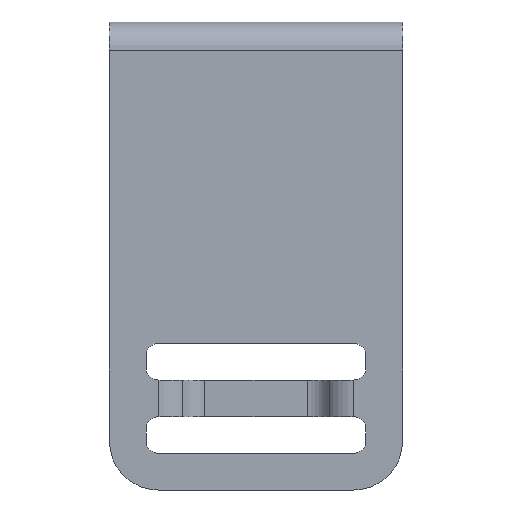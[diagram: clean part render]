
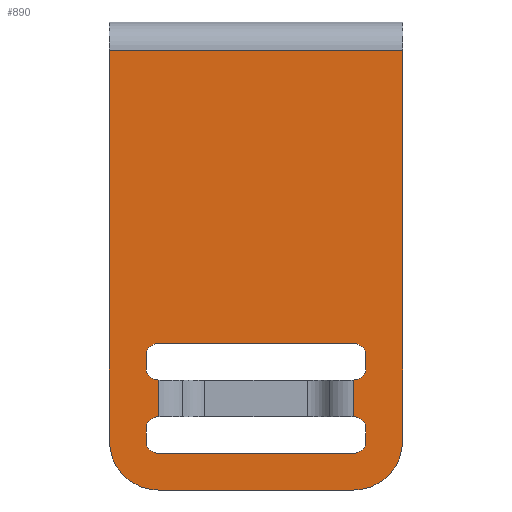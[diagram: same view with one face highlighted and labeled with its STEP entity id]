
A CAD part, front view. The second image highlights one B-rep face of the part: STEP entity #890.
In plain terms, the highlighted planar face has unit normal (0, -1, 0).
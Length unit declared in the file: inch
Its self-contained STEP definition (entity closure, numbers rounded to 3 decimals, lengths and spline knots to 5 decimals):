
#40=FACE_BOUND('',#92,.T.);
#42=FACE_OUTER_BOUND('',#91,.T.);
#91=EDGE_LOOP('',(#617,#618,#619,#620,#621,#622));
#92=EDGE_LOOP('',(#623,#624,#625,#626,#627,#628,#629,#630,#631,#632,#633,
#634,#635,#636,#637,#638,#639,#640,#641,#642));
#149=CIRCLE('',#951,0.25);
#150=CIRCLE('',#952,0.25);
#151=CIRCLE('',#953,0.0625);
#152=CIRCLE('',#954,0.0625);
#153=CIRCLE('',#955,0.0625);
#154=CIRCLE('',#956,0.0625);
#155=CIRCLE('',#957,0.0625);
#156=CIRCLE('',#958,0.0625);
#157=CIRCLE('',#959,0.0625);
#158=CIRCLE('',#960,0.0625);
#199=LINE('',#1366,#291);
#200=LINE('',#1370,#292);
#201=LINE('',#1372,#293);
#202=LINE('',#1374,#294);
#203=LINE('',#1378,#295);
#204=LINE('',#1380,#296);
#205=LINE('',#1382,#297);
#206=LINE('',#1386,#298);
#207=LINE('',#1390,#299);
#208=LINE('',#1394,#300);
#209=LINE('',#1398,#301);
#210=LINE('',#1400,#302);
#211=LINE('',#1402,#303);
#212=LINE('',#1406,#304);
#213=LINE('',#1410,#305);
#214=LINE('',#1414,#306);
#291=VECTOR('',#1073,1.);
#292=VECTOR('',#1076,2.);
#293=VECTOR('',#1077,1.5);
#294=VECTOR('',#1078,2.);
#295=VECTOR('',#1081,0.00346);
#296=VECTOR('',#1082,0.1875);
#297=VECTOR('',#1083,0.00346);
#298=VECTOR('',#1086,0.0625);
#299=VECTOR('',#1089,1.);
#300=VECTOR('',#1092,0.0625);
#301=VECTOR('',#1095,0.00321);
#302=VECTOR('',#1096,0.1875);
#303=VECTOR('',#1097,0.00321);
#304=VECTOR('',#1100,0.0625);
#305=VECTOR('',#1103,1.);
#306=VECTOR('',#1106,0.0625);
#393=VERTEX_POINT('',#1364);
#394=VERTEX_POINT('',#1365);
#395=VERTEX_POINT('',#1367);
#396=VERTEX_POINT('',#1369);
#397=VERTEX_POINT('',#1371);
#398=VERTEX_POINT('',#1373);
#399=VERTEX_POINT('',#1376);
#400=VERTEX_POINT('',#1377);
#401=VERTEX_POINT('',#1379);
#402=VERTEX_POINT('',#1381);
#403=VERTEX_POINT('',#1383);
#404=VERTEX_POINT('',#1385);
#405=VERTEX_POINT('',#1387);
#406=VERTEX_POINT('',#1389);
#407=VERTEX_POINT('',#1391);
#408=VERTEX_POINT('',#1393);
#409=VERTEX_POINT('',#1395);
#410=VERTEX_POINT('',#1397);
#411=VERTEX_POINT('',#1399);
#412=VERTEX_POINT('',#1401);
#413=VERTEX_POINT('',#1403);
#414=VERTEX_POINT('',#1405);
#415=VERTEX_POINT('',#1407);
#416=VERTEX_POINT('',#1409);
#417=VERTEX_POINT('',#1411);
#418=VERTEX_POINT('',#1413);
#481=EDGE_CURVE('',#393,#394,#199,.T.);
#482=EDGE_CURVE('',#394,#395,#149,.T.);
#483=EDGE_CURVE('',#395,#396,#200,.T.);
#484=EDGE_CURVE('',#397,#396,#201,.T.);
#485=EDGE_CURVE('',#398,#397,#202,.T.);
#486=EDGE_CURVE('',#398,#393,#150,.T.);
#487=EDGE_CURVE('',#399,#400,#203,.T.);
#488=EDGE_CURVE('',#401,#400,#204,.T.);
#489=EDGE_CURVE('',#401,#402,#205,.T.);
#490=EDGE_CURVE('',#402,#403,#151,.T.);
#491=EDGE_CURVE('',#403,#404,#206,.T.);
#492=EDGE_CURVE('',#404,#405,#152,.T.);
#493=EDGE_CURVE('',#405,#406,#207,.T.);
#494=EDGE_CURVE('',#406,#407,#153,.T.);
#495=EDGE_CURVE('',#407,#408,#208,.T.);
#496=EDGE_CURVE('',#408,#409,#154,.T.);
#497=EDGE_CURVE('',#409,#410,#209,.T.);
#498=EDGE_CURVE('',#411,#410,#210,.T.);
#499=EDGE_CURVE('',#411,#412,#211,.T.);
#500=EDGE_CURVE('',#412,#413,#155,.T.);
#501=EDGE_CURVE('',#413,#414,#212,.T.);
#502=EDGE_CURVE('',#414,#415,#156,.T.);
#503=EDGE_CURVE('',#415,#416,#213,.T.);
#504=EDGE_CURVE('',#416,#417,#157,.T.);
#505=EDGE_CURVE('',#417,#418,#214,.T.);
#506=EDGE_CURVE('',#418,#399,#158,.T.);
#617=ORIENTED_EDGE('',*,*,#481,.T.);
#618=ORIENTED_EDGE('',*,*,#482,.T.);
#619=ORIENTED_EDGE('',*,*,#483,.T.);
#620=ORIENTED_EDGE('',*,*,#484,.F.);
#621=ORIENTED_EDGE('',*,*,#485,.F.);
#622=ORIENTED_EDGE('',*,*,#486,.T.);
#623=ORIENTED_EDGE('',*,*,#487,.T.);
#624=ORIENTED_EDGE('',*,*,#488,.F.);
#625=ORIENTED_EDGE('',*,*,#489,.T.);
#626=ORIENTED_EDGE('',*,*,#490,.T.);
#627=ORIENTED_EDGE('',*,*,#491,.T.);
#628=ORIENTED_EDGE('',*,*,#492,.T.);
#629=ORIENTED_EDGE('',*,*,#493,.T.);
#630=ORIENTED_EDGE('',*,*,#494,.T.);
#631=ORIENTED_EDGE('',*,*,#495,.T.);
#632=ORIENTED_EDGE('',*,*,#496,.T.);
#633=ORIENTED_EDGE('',*,*,#497,.T.);
#634=ORIENTED_EDGE('',*,*,#498,.F.);
#635=ORIENTED_EDGE('',*,*,#499,.T.);
#636=ORIENTED_EDGE('',*,*,#500,.T.);
#637=ORIENTED_EDGE('',*,*,#501,.T.);
#638=ORIENTED_EDGE('',*,*,#502,.T.);
#639=ORIENTED_EDGE('',*,*,#503,.T.);
#640=ORIENTED_EDGE('',*,*,#504,.T.);
#641=ORIENTED_EDGE('',*,*,#505,.T.);
#642=ORIENTED_EDGE('',*,*,#506,.T.);
#864=PLANE('',#950);
#890=ADVANCED_FACE('',(#42,#40),#864,.T.);
#950=AXIS2_PLACEMENT_3D('',#1363,#1071,#1072);
#951=AXIS2_PLACEMENT_3D('',#1368,#1074,#1075);
#952=AXIS2_PLACEMENT_3D('',#1375,#1079,#1080);
#953=AXIS2_PLACEMENT_3D('',#1384,#1084,#1085);
#954=AXIS2_PLACEMENT_3D('',#1388,#1087,#1088);
#955=AXIS2_PLACEMENT_3D('',#1392,#1090,#1091);
#956=AXIS2_PLACEMENT_3D('',#1396,#1093,#1094);
#957=AXIS2_PLACEMENT_3D('',#1404,#1098,#1099);
#958=AXIS2_PLACEMENT_3D('',#1408,#1101,#1102);
#959=AXIS2_PLACEMENT_3D('',#1412,#1104,#1105);
#960=AXIS2_PLACEMENT_3D('',#1415,#1107,#1108);
#1071=DIRECTION('center_axis',(0.,-1.,0.));
#1072=DIRECTION('ref_axis',(1.,0.,0.));
#1073=DIRECTION('',(1.,0.,0.));
#1074=DIRECTION('center_axis',(0.,-1.,0.));
#1075=DIRECTION('ref_axis',(1.,0.,0.));
#1076=DIRECTION('',(0.,0.,1.));
#1077=DIRECTION('',(1.,0.,0.));
#1078=DIRECTION('',(0.,0.,1.));
#1079=DIRECTION('center_axis',(0.,-1.,0.));
#1080=DIRECTION('ref_axis',(1.,0.,0.));
#1081=DIRECTION('',(1.,0.,0.));
#1082=DIRECTION('',(0.,0.,-1.));
#1083=DIRECTION('',(-1.,0.,0.));
#1084=DIRECTION('center_axis',(0.,1.,0.));
#1085=DIRECTION('ref_axis',(1.,0.,0.));
#1086=DIRECTION('',(0.,0.,1.));
#1087=DIRECTION('center_axis',(0.,1.,0.));
#1088=DIRECTION('ref_axis',(-1.,0.,0.));
#1089=DIRECTION('',(1.,0.,0.));
#1090=DIRECTION('center_axis',(0.,1.,0.));
#1091=DIRECTION('ref_axis',(1.,0.,0.));
#1092=DIRECTION('',(0.,0.,-1.));
#1093=DIRECTION('center_axis',(0.,1.,0.));
#1094=DIRECTION('ref_axis',(-1.,0.,0.));
#1095=DIRECTION('',(-1.,0.,0.));
#1096=DIRECTION('',(0.,0.,1.));
#1097=DIRECTION('',(1.,0.,0.));
#1098=DIRECTION('center_axis',(0.,1.,0.));
#1099=DIRECTION('ref_axis',(-1.,0.,0.));
#1100=DIRECTION('',(0.,0.,-1.));
#1101=DIRECTION('center_axis',(0.,1.,0.));
#1102=DIRECTION('ref_axis',(1.,0.,0.));
#1103=DIRECTION('',(-1.,0.,0.));
#1104=DIRECTION('center_axis',(0.,1.,0.));
#1105=DIRECTION('ref_axis',(-1.,0.,0.));
#1106=DIRECTION('',(0.,0.,1.));
#1107=DIRECTION('center_axis',(0.,1.,0.));
#1108=DIRECTION('ref_axis',(-1.,0.,0.));
#1363=CARTESIAN_POINT('Origin',(0.75,-0.62125,-2.25));
#1364=CARTESIAN_POINT('',(-0.5,-0.62125,-2.25));
#1365=CARTESIAN_POINT('',(0.5,-0.62125,-2.25));
#1366=CARTESIAN_POINT('',(0.75,-0.62125,-2.25));
#1367=CARTESIAN_POINT('',(0.75,-0.62125,-2.));
#1368=CARTESIAN_POINT('Origin',(0.5,-0.62125,-2.));
#1369=CARTESIAN_POINT('',(0.75,-0.62125,0.));
#1370=CARTESIAN_POINT('',(0.75,-0.62125,-2.25));
#1371=CARTESIAN_POINT('',(-0.75,-0.62125,0.));
#1372=CARTESIAN_POINT('',(0.75,-0.62125,0.));
#1373=CARTESIAN_POINT('',(-0.75,-0.62125,-2.));
#1374=CARTESIAN_POINT('',(-0.75,-0.62125,-2.25));
#1375=CARTESIAN_POINT('Origin',(-0.5,-0.62125,-2.));
#1376=CARTESIAN_POINT('',(-0.5,-0.62125,-1.875));
#1377=CARTESIAN_POINT('',(-0.49654,-0.62125,-1.875));
#1378=CARTESIAN_POINT('',(-0.5,-0.62125,-1.875));
#1379=CARTESIAN_POINT('',(-0.49654,-0.62125,-1.6875));
#1380=CARTESIAN_POINT('',(-0.49654,-0.62125,-1.875));
#1381=CARTESIAN_POINT('',(-0.5,-0.62125,-1.6875));
#1382=CARTESIAN_POINT('',(0.5,-0.62125,-1.6875));
#1383=CARTESIAN_POINT('',(-0.5625,-0.62125,-1.625));
#1384=CARTESIAN_POINT('Origin',(-0.5,-0.62125,-1.625));
#1385=CARTESIAN_POINT('',(-0.5625,-0.62125,-1.5625));
#1386=CARTESIAN_POINT('',(-0.5625,-0.62125,-1.5625));
#1387=CARTESIAN_POINT('',(-0.5,-0.62125,-1.5));
#1388=CARTESIAN_POINT('Origin',(-0.5,-0.62125,-1.5625));
#1389=CARTESIAN_POINT('',(0.5,-0.62125,-1.5));
#1390=CARTESIAN_POINT('',(0.5,-0.62125,-1.5));
#1391=CARTESIAN_POINT('',(0.5625,-0.62125,-1.5625));
#1392=CARTESIAN_POINT('Origin',(0.5,-0.62125,-1.5625));
#1393=CARTESIAN_POINT('',(0.5625,-0.62125,-1.625));
#1394=CARTESIAN_POINT('',(0.5625,-0.62125,-1.625));
#1395=CARTESIAN_POINT('',(0.5,-0.62125,-1.6875));
#1396=CARTESIAN_POINT('Origin',(0.5,-0.62125,-1.625));
#1397=CARTESIAN_POINT('',(0.49679,-0.62125,-1.6875));
#1398=CARTESIAN_POINT('',(0.5,-0.62125,-1.6875));
#1399=CARTESIAN_POINT('',(0.49679,-0.62125,-1.875));
#1400=CARTESIAN_POINT('',(0.49679,-0.62125,-0.797));
#1401=CARTESIAN_POINT('',(0.5,-0.62125,-1.875));
#1402=CARTESIAN_POINT('',(-0.5,-0.62125,-1.875));
#1403=CARTESIAN_POINT('',(0.5625,-0.62125,-1.9375));
#1404=CARTESIAN_POINT('Origin',(0.5,-0.62125,-1.9375));
#1405=CARTESIAN_POINT('',(0.5625,-0.62125,-2.));
#1406=CARTESIAN_POINT('',(0.5625,-0.62125,-2.));
#1407=CARTESIAN_POINT('',(0.5,-0.62125,-2.0625));
#1408=CARTESIAN_POINT('Origin',(0.5,-0.62125,-2.));
#1409=CARTESIAN_POINT('',(-0.5,-0.62125,-2.0625));
#1410=CARTESIAN_POINT('',(-0.5,-0.62125,-2.0625));
#1411=CARTESIAN_POINT('',(-0.5625,-0.62125,-2.));
#1412=CARTESIAN_POINT('Origin',(-0.5,-0.62125,-2.));
#1413=CARTESIAN_POINT('',(-0.5625,-0.62125,-1.9375));
#1414=CARTESIAN_POINT('',(-0.5625,-0.62125,-2.));
#1415=CARTESIAN_POINT('Origin',(-0.5,-0.62125,-1.9375));
